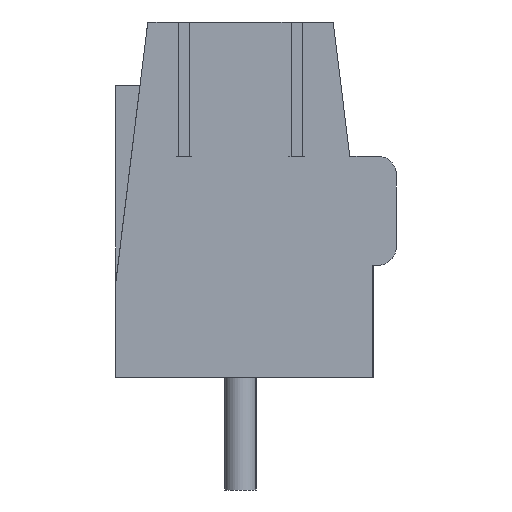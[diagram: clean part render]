
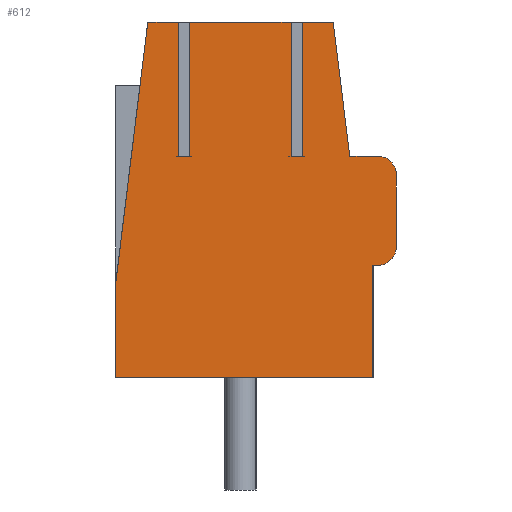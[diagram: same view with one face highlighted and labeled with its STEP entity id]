
A CAD part, left-side view. The second image highlights one B-rep face of the part: STEP entity #612.
In plain terms, the highlighted planar face has unit normal (-1, 0, 0).
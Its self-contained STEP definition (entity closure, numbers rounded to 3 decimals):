
#13=DIRECTION('',(0.,0.,1.));
#21=EDGE_CURVE('',#22,#24,#26,.T.);
#22=VERTEX_POINT('',#23);
#23=CARTESIAN_POINT('',(-2.5,-4.25,0.));
#24=VERTEX_POINT('',#25);
#25=CARTESIAN_POINT('',(-2.5,4.,0.));
#26=LINE('',#23,#27);
#27=VECTOR('',#28,1.);
#28=DIRECTION('',(0.,1.,0.));
#50=DIRECTION('',(0.,0.,-1.));
#58=DIRECTION('',(1.,0.,0.));
#66=DIRECTION('',(0.,-1.,0.));
#612=ADVANCED_FACE('',(#613),#721,.F.);
#613=FACE_BOUND('',#614,.F.);
#614=EDGE_LOOP('',(#615,#626,#632,#637,#638,#644,#651,#658,#663,#668,#673,#677,#682,#687,#692,#696,#703,#710,#717));
#615=ORIENTED_EDGE('',*,*,#616,.F.);
#616=EDGE_CURVE('',#617,#619,#621,.T.);
#617=VERTEX_POINT('',#618);
#618=CARTESIAN_POINT('',(-2.5,-4.4,3.6));
#619=VERTEX_POINT('',#620);
#620=CARTESIAN_POINT('',(-2.5,-5.,4.2));
#621=CIRCLE('',#622,0.6);
#622=AXIS2_PLACEMENT_3D('',#623,#624,#625);
#623=CARTESIAN_POINT('',(-2.5,-4.4,4.2));
#624=DIRECTION('',(-1.,0.,-0.));
#625=DIRECTION('',(-0.,0.,1.));
#626=ORIENTED_EDGE('',*,*,#627,.T.);
#627=EDGE_CURVE('',#617,#628,#630,.T.);
#628=VERTEX_POINT('',#629);
#629=CARTESIAN_POINT('',(-2.5,-4.25,3.6));
#630=LINE('',#631,#27);
#631=CARTESIAN_POINT('',(-2.5,-5.,3.6));
#632=ORIENTED_EDGE('',*,*,#633,.T.);
#633=EDGE_CURVE('',#628,#22,#634,.T.);
#634=LINE('',#635,#636);
#635=CARTESIAN_POINT('',(-2.5,-4.25,11.4));
#636=VECTOR('',#50,1.);
#637=ORIENTED_EDGE('',*,*,#21,.T.);
#638=ORIENTED_EDGE('',*,*,#639,.T.);
#639=EDGE_CURVE('',#24,#640,#642,.T.);
#640=VERTEX_POINT('',#641);
#641=CARTESIAN_POINT('',(-2.5,4.,3.));
#642=LINE('',#25,#643);
#643=VECTOR('',#13,1.);
#644=ORIENTED_EDGE('',*,*,#645,.F.);
#645=EDGE_CURVE('',#646,#640,#648,.T.);
#646=VERTEX_POINT('',#647);
#647=CARTESIAN_POINT('',(-2.5,2.97,11.4));
#648=LINE('',#647,#649);
#649=VECTOR('',#650,1.);
#650=DIRECTION('',(0.,0.122,-0.993));
#651=ORIENTED_EDGE('',*,*,#652,.T.);
#652=EDGE_CURVE('',#646,#653,#655,.T.);
#653=VERTEX_POINT('',#654);
#654=CARTESIAN_POINT('',(-2.5,1.978,11.4));
#655=LINE('',#656,#657);
#656=CARTESIAN_POINT('',(-2.5,4.,11.4));
#657=VECTOR('',#66,1.);
#658=ORIENTED_EDGE('',*,*,#659,.F.);
#659=EDGE_CURVE('',#660,#653,#662,.T.);
#660=VERTEX_POINT('',#661);
#661=CARTESIAN_POINT('',(-2.5,1.978,7.1));
#662=LINE('',#661,#643);
#663=ORIENTED_EDGE('',*,*,#664,.F.);
#664=EDGE_CURVE('',#665,#660,#667,.T.);
#665=VERTEX_POINT('',#666);
#666=CARTESIAN_POINT('',(-2.5,1.623,7.1));
#667=LINE('',#666,#27);
#668=ORIENTED_EDGE('',*,*,#669,.T.);
#669=EDGE_CURVE('',#665,#670,#672,.T.);
#670=VERTEX_POINT('',#671);
#671=CARTESIAN_POINT('',(-2.5,1.623,11.4));
#672=LINE('',#666,#643);
#673=ORIENTED_EDGE('',*,*,#674,.T.);
#674=EDGE_CURVE('',#670,#675,#655,.T.);
#675=VERTEX_POINT('',#676);
#676=CARTESIAN_POINT('',(-2.5,-1.623,11.4));
#677=ORIENTED_EDGE('',*,*,#678,.F.);
#678=EDGE_CURVE('',#679,#675,#681,.T.);
#679=VERTEX_POINT('',#680);
#680=CARTESIAN_POINT('',(-2.5,-1.623,7.1));
#681=LINE('',#680,#643);
#682=ORIENTED_EDGE('',*,*,#683,.F.);
#683=EDGE_CURVE('',#684,#679,#686,.T.);
#684=VERTEX_POINT('',#685);
#685=CARTESIAN_POINT('',(-2.5,-1.978,7.1));
#686=LINE('',#685,#27);
#687=ORIENTED_EDGE('',*,*,#688,.T.);
#688=EDGE_CURVE('',#684,#689,#691,.T.);
#689=VERTEX_POINT('',#690);
#690=CARTESIAN_POINT('',(-2.5,-1.978,11.4));
#691=LINE('',#685,#643);
#692=ORIENTED_EDGE('',*,*,#693,.T.);
#693=EDGE_CURVE('',#689,#694,#655,.T.);
#694=VERTEX_POINT('',#695);
#695=CARTESIAN_POINT('',(-2.5,-2.976,11.4));
#696=ORIENTED_EDGE('',*,*,#697,.T.);
#697=EDGE_CURVE('',#694,#698,#700,.T.);
#698=VERTEX_POINT('',#699);
#699=CARTESIAN_POINT('',(-2.5,-3.506,7.1));
#700=LINE('',#695,#701);
#701=VECTOR('',#702,1.);
#702=DIRECTION('',(0.,-0.122,-0.992));
#703=ORIENTED_EDGE('',*,*,#704,.F.);
#704=EDGE_CURVE('',#705,#698,#707,.T.);
#705=VERTEX_POINT('',#706);
#706=CARTESIAN_POINT('',(-2.5,-4.4,7.1));
#707=LINE('',#706,#708);
#708=VECTOR('',#709,1.);
#709=DIRECTION('',(0.,1.,0.));
#710=ORIENTED_EDGE('',*,*,#711,.T.);
#711=EDGE_CURVE('',#705,#712,#714,.T.);
#712=VERTEX_POINT('',#713);
#713=CARTESIAN_POINT('',(-2.5,-5.,6.5));
#714=CIRCLE('',#715,0.6);
#715=AXIS2_PLACEMENT_3D('',#716,#58,#625);
#716=CARTESIAN_POINT('',(-2.5,-4.4,6.5));
#717=ORIENTED_EDGE('',*,*,#718,.T.);
#718=EDGE_CURVE('',#712,#619,#719,.T.);
#719=LINE('',#720,#636);
#720=CARTESIAN_POINT('',(-2.5,-5.,7.1));
#721=PLANE('',#722);
#722=AXIS2_PLACEMENT_3D('',#723,#58,#625);
#723=CARTESIAN_POINT('',(-2.5,-0.125,5.7));
